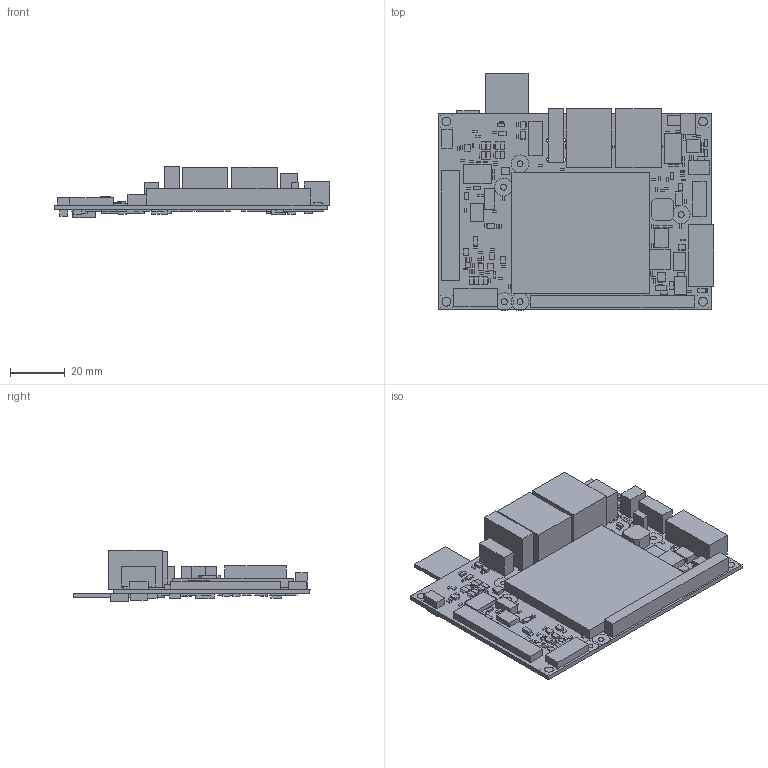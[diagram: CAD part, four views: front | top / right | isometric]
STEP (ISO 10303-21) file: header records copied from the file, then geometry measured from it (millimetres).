
FILE_DESCRIPTION(('FreeCAD Model'),'2;1');
FILE_NAME( '1405-1step.step', '2013-12-17T10:45:04',('FreeCAD'),('FreeCAD'), 'Open CASCADE STEP processor 6.3','FreeCAD','Unknown');
FILE_SCHEMA(('AUTOMOTIVE_DESIGN_CC2 { 1 2 10303 214 -1 1 5 4 }'));
Length unit declared in the file: millimetre
Products named in the file (308): C118; C404; C247; C113; C116; C251; C260; C17; C243; C150; C240; C261; C127; C131; C124; C14; C398; C137; C237; C268; C114; C257; C259; C129; C254; C126; C385; C394; C144; C136; C26; C388; C253; C145; C397; C13; C376; C141; C134; C149 ...
Bounding box: 101 x 87 x 18.94 mm (x, y, z)
Volume: 39953.2 mm3; surface area: 34257.9 mm2
Topology: 308 solids, 308 shells, 1895 faces, 3837 edges, 2558 vertices
Faces by surface type: plane 1836, cylinder 59
Full cylindrical faces by diameter (mm): 1.2 x14, 1.4 x6, 1.5 x4, 1.7 x4, 2.2 x5, 2.7 x4, 3.2 x8
Entity records: 104402 total; most frequent: CARTESIAN_POINT 16565, DIRECTION 15321, LINE 11275, VECTOR 11275, ORIENTED_EDGE 7674, PCURVE 7674, DEFINITIONAL_REPRESENTATION 7674, EDGE_CURVE 3837
